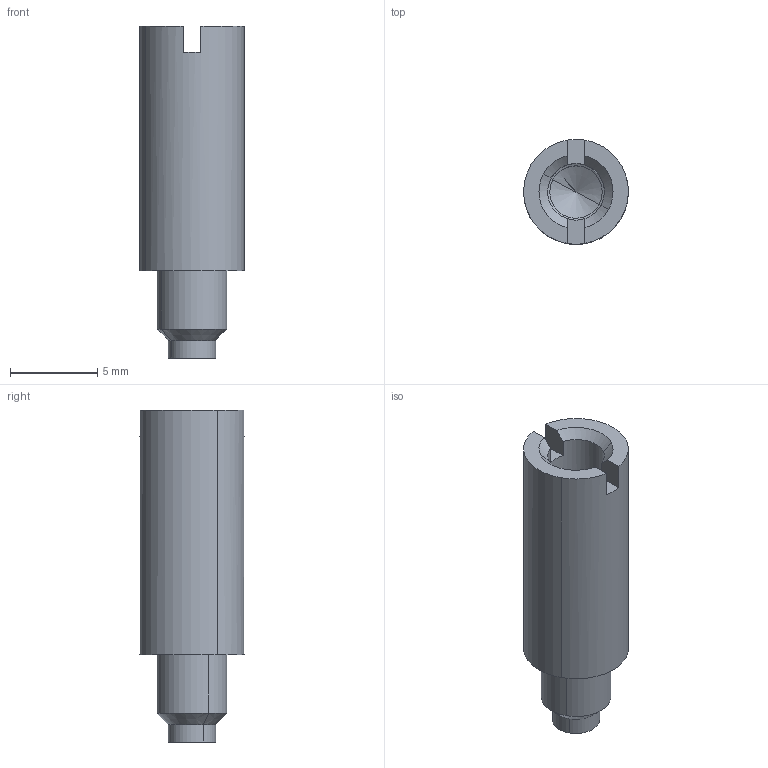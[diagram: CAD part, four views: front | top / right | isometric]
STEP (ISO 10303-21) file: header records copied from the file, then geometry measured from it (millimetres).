
FILE_DESCRIPTION(('CATIA V5R24 STEP','CAx-IF Rec.Pracs.--- Model Styling and Organization---1.2---2011-12-15'),'2;1');
FILE_NAME ('035123-1_1', '2018-08-27T06:13:32+00:00', ('Weidmueller Interface'), ('Weidmueller'), 'CATIA Version 5-6 Release 2014 SP4 HF52', 'CATIA V5 STEP AP214', 'none');
FILE_SCHEMA(('AUTOMOTIVE_DESIGN { 1 0 10303 214 1 1 1 1 }'));
Length unit declared in the file: millimetre
Products named in the file (1): 0135300000
Bounding box: 6 x 6 x 19 mm (x, y, z)
Volume: 345.4 mm3; surface area: 495 mm2
Topology: 1 solids, 1 shells, 30 faces, 72 edges, 43 vertices
Faces by surface type: cone 10, cylinder 10, plane 10
Entity records: 794 total; most frequent: CARTESIAN_POINT 144, ORIENTED_EDGE 140, DIRECTION 102, EDGE_CURVE 70, AXIS2_PLACEMENT_3D 51, VERTEX_POINT 43, VECTOR 34, LINE 34
